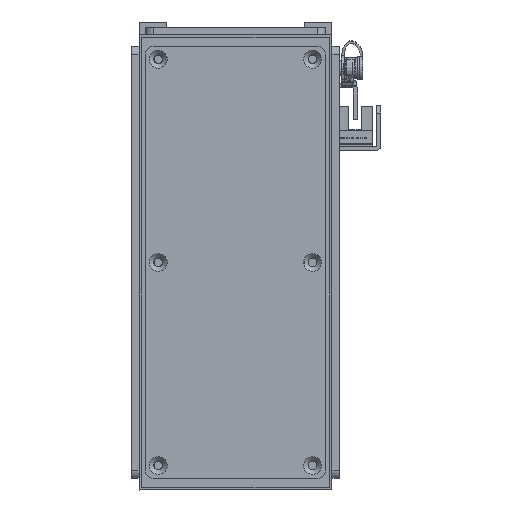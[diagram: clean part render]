
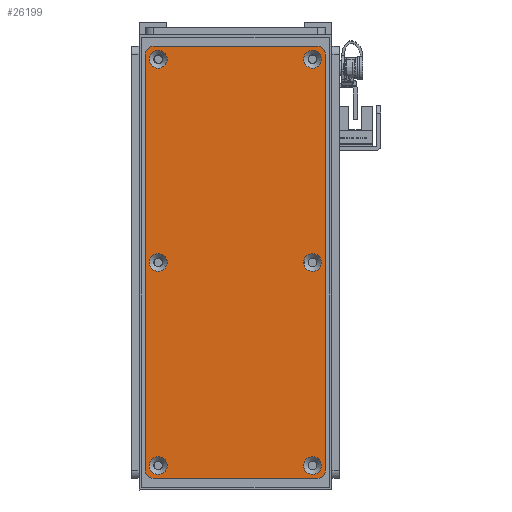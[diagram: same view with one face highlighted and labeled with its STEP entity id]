
A CAD part, left-side view. The second image highlights one B-rep face of the part: STEP entity #26199.
In plain terms, the highlighted face is planar.
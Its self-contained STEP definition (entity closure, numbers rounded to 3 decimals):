
#1222=FACE_BOUND('',#5103,.T.);
#1223=FACE_BOUND('',#5104,.T.);
#1224=FACE_BOUND('',#5105,.T.);
#1225=FACE_BOUND('',#5106,.T.);
#1226=FACE_BOUND('',#5107,.T.);
#1227=FACE_BOUND('',#5108,.T.);
#1888=PLANE('',#29396);
#3259=FACE_OUTER_BOUND('',#5102,.T.);
#5102=EDGE_LOOP('',(#24029,#24030,#24031,#24032,#24033,#24034,#24035,#24036));
#5103=EDGE_LOOP('',(#24037));
#5104=EDGE_LOOP('',(#24038));
#5105=EDGE_LOOP('',(#24039));
#5106=EDGE_LOOP('',(#24040));
#5107=EDGE_LOOP('',(#24041));
#5108=EDGE_LOOP('',(#24042));
#7267=LINE('',#45788,#9427);
#7270=LINE('',#45796,#9430);
#7273=LINE('',#45804,#9433);
#7276=LINE('',#45811,#9436);
#9427=VECTOR('',#37026,10.);
#9430=VECTOR('',#37035,10.);
#9433=VECTOR('',#37044,10.);
#9436=VECTOR('',#37053,10.);
#10758=CIRCLE('',#29350,3.45);
#10761=CIRCLE('',#29355,3.45);
#10764=CIRCLE('',#29360,3.45);
#10767=CIRCLE('',#29365,3.45);
#10770=CIRCLE('',#29370,3.45);
#10773=CIRCLE('',#29375,3.45);
#10780=CIRCLE('',#29385,3.);
#10781=CIRCLE('',#29388,3.);
#10782=CIRCLE('',#29391,3.);
#10783=CIRCLE('',#29394,3.);
#13166=VERTEX_POINT('',#45704);
#13169=VERTEX_POINT('',#45714);
#13172=VERTEX_POINT('',#45724);
#13175=VERTEX_POINT('',#45734);
#13178=VERTEX_POINT('',#45744);
#13181=VERTEX_POINT('',#45754);
#13192=VERTEX_POINT('',#45781);
#13193=VERTEX_POINT('',#45783);
#13194=VERTEX_POINT('',#45787);
#13195=VERTEX_POINT('',#45791);
#13196=VERTEX_POINT('',#45795);
#13197=VERTEX_POINT('',#45799);
#13198=VERTEX_POINT('',#45803);
#13199=VERTEX_POINT('',#45807);
#16769=EDGE_CURVE('',#13166,#13166,#10758,.T.);
#16774=EDGE_CURVE('',#13169,#13169,#10761,.T.);
#16779=EDGE_CURVE('',#13172,#13172,#10764,.T.);
#16784=EDGE_CURVE('',#13175,#13175,#10767,.T.);
#16789=EDGE_CURVE('',#13178,#13178,#10770,.T.);
#16794=EDGE_CURVE('',#13181,#13181,#10773,.T.);
#16808=EDGE_CURVE('',#13193,#13192,#10780,.T.);
#16810=EDGE_CURVE('',#13194,#13193,#7267,.T.);
#16812=EDGE_CURVE('',#13195,#13194,#10781,.T.);
#16814=EDGE_CURVE('',#13196,#13195,#7270,.T.);
#16816=EDGE_CURVE('',#13197,#13196,#10782,.T.);
#16818=EDGE_CURVE('',#13198,#13197,#7273,.T.);
#16820=EDGE_CURVE('',#13199,#13198,#10783,.T.);
#16822=EDGE_CURVE('',#13192,#13199,#7276,.T.);
#24029=ORIENTED_EDGE('',*,*,#16822,.T.);
#24030=ORIENTED_EDGE('',*,*,#16820,.T.);
#24031=ORIENTED_EDGE('',*,*,#16818,.T.);
#24032=ORIENTED_EDGE('',*,*,#16816,.T.);
#24033=ORIENTED_EDGE('',*,*,#16814,.T.);
#24034=ORIENTED_EDGE('',*,*,#16812,.T.);
#24035=ORIENTED_EDGE('',*,*,#16810,.T.);
#24036=ORIENTED_EDGE('',*,*,#16808,.T.);
#24037=ORIENTED_EDGE('',*,*,#16769,.T.);
#24038=ORIENTED_EDGE('',*,*,#16774,.T.);
#24039=ORIENTED_EDGE('',*,*,#16779,.T.);
#24040=ORIENTED_EDGE('',*,*,#16784,.T.);
#24041=ORIENTED_EDGE('',*,*,#16789,.T.);
#24042=ORIENTED_EDGE('',*,*,#16794,.T.);
#26199=ADVANCED_FACE('',(#3259,#1222,#1223,#1224,#1225,#1226,#1227),#1888,
 .T.);
#29350=AXIS2_PLACEMENT_3D('',#45705,#36934,#36935);
#29355=AXIS2_PLACEMENT_3D('',#45715,#36946,#36947);
#29360=AXIS2_PLACEMENT_3D('',#45725,#36958,#36959);
#29365=AXIS2_PLACEMENT_3D('',#45735,#36970,#36971);
#29370=AXIS2_PLACEMENT_3D('',#45745,#36982,#36983);
#29375=AXIS2_PLACEMENT_3D('',#45755,#36994,#36995);
#29385=AXIS2_PLACEMENT_3D('',#45784,#37021,#37022);
#29388=AXIS2_PLACEMENT_3D('',#45792,#37030,#37031);
#29391=AXIS2_PLACEMENT_3D('',#45800,#37039,#37040);
#29394=AXIS2_PLACEMENT_3D('',#45808,#37048,#37049);
#29396=AXIS2_PLACEMENT_3D('',#45812,#37054,#37055);
#36934=DIRECTION('center_axis',(0.,0.,-1.));
#36935=DIRECTION('ref_axis',(1.,0.,0.));
#36946=DIRECTION('center_axis',(0.,0.,-1.));
#36947=DIRECTION('ref_axis',(1.,0.,0.));
#36958=DIRECTION('center_axis',(0.,0.,-1.));
#36959=DIRECTION('ref_axis',(1.,0.,0.));
#36970=DIRECTION('center_axis',(0.,0.,-1.));
#36971=DIRECTION('ref_axis',(1.,0.,0.));
#36982=DIRECTION('center_axis',(0.,0.,-1.));
#36983=DIRECTION('ref_axis',(1.,0.,0.));
#36994=DIRECTION('center_axis',(0.,0.,-1.));
#36995=DIRECTION('ref_axis',(1.,0.,0.));
#37021=DIRECTION('center_axis',(0.,0.,1.));
#37022=DIRECTION('ref_axis',(-1.,0.,0.));
#37026=DIRECTION('',(0.,1.,0.));
#37030=DIRECTION('center_axis',(0.,0.,1.));
#37031=DIRECTION('ref_axis',(0.,1.,0.));
#37035=DIRECTION('',(1.,0.,0.));
#37039=DIRECTION('center_axis',(0.,0.,1.));
#37040=DIRECTION('ref_axis',(1.,0.,0.));
#37044=DIRECTION('',(0.,-1.,0.));
#37048=DIRECTION('center_axis',(0.,0.,1.));
#37049=DIRECTION('ref_axis',(0.,-1.,0.));
#37053=DIRECTION('',(-1.,0.,0.));
#37054=DIRECTION('center_axis',(0.,0.,1.));
#37055=DIRECTION('ref_axis',(1.,0.,0.));
#45704=CARTESIAN_POINT('',(-3.45,30.,1.5));
#45705=CARTESIAN_POINT('Origin',(0.,30.,1.5));
#45714=CARTESIAN_POINT('',(75.55,-30.,1.5));
#45715=CARTESIAN_POINT('Origin',(79.,-30.,1.5));
#45724=CARTESIAN_POINT('',(-82.45,30.,1.5));
#45725=CARTESIAN_POINT('Origin',(-79.,30.,1.5));
#45734=CARTESIAN_POINT('',(75.55,30.,1.5));
#45735=CARTESIAN_POINT('Origin',(79.,30.,1.5));
#45744=CARTESIAN_POINT('',(-82.45,-30.,1.5));
#45745=CARTESIAN_POINT('Origin',(-79.,-30.,1.5));
#45754=CARTESIAN_POINT('',(-3.45,-30.,1.5));
#45755=CARTESIAN_POINT('Origin',(0.,-30.,1.5));
#45781=CARTESIAN_POINT('',(81.,35.,1.5));
#45783=CARTESIAN_POINT('',(84.,32.,1.5));
#45784=CARTESIAN_POINT('Origin',(81.,32.,1.5));
#45787=CARTESIAN_POINT('',(84.,-32.,1.5));
#45788=CARTESIAN_POINT('',(84.,32.,1.5));
#45791=CARTESIAN_POINT('',(81.,-35.,1.5));
#45792=CARTESIAN_POINT('Origin',(81.,-32.,1.5));
#45795=CARTESIAN_POINT('',(-81.,-35.,1.5));
#45796=CARTESIAN_POINT('',(81.,-35.,1.5));
#45799=CARTESIAN_POINT('',(-84.,-32.,1.5));
#45800=CARTESIAN_POINT('Origin',(-81.,-32.,1.5));
#45803=CARTESIAN_POINT('',(-84.,32.,1.5));
#45804=CARTESIAN_POINT('',(-84.,-32.,1.5));
#45807=CARTESIAN_POINT('',(-81.,35.,1.5));
#45808=CARTESIAN_POINT('Origin',(-81.,32.,1.5));
#45811=CARTESIAN_POINT('',(-81.,35.,1.5));
#45812=CARTESIAN_POINT('Origin',(0.,0.,
1.5));
